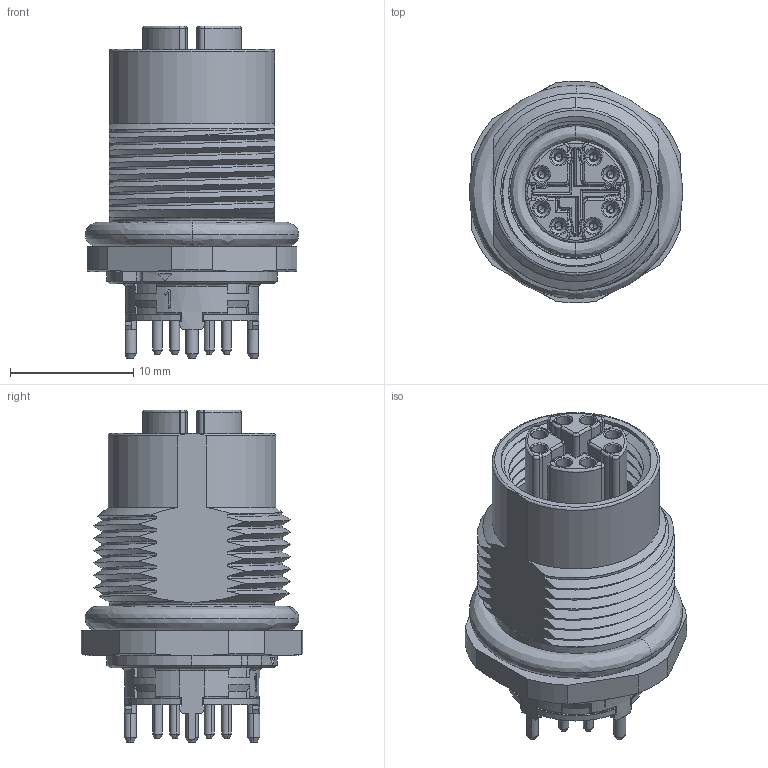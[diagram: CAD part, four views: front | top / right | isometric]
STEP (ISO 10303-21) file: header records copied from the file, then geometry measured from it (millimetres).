
FILE_DESCRIPTION (( 'STEP AP214' ), '1' );
FILE_NAME ('J80020A0121H50.STEP', '2017-11-02T12:42:45', ( '' ), ( '' ), 'SwSTEP 2.0', 'SolidWorks 2017', '' );
FILE_SCHEMA (( 'AUTOMOTIVE_DESIGN' ));
Length unit declared in the file: millimetre
Products named in the file (1): J80020A0121H50
Bounding box: 17.3 x 17.96 x 26.9 mm (x, y, z)
Volume: 3185.8 mm3; surface area: 3440.1 mm2
Topology: 3 solids, 3 shells, 1046 faces, 2680 edges, 1610 vertices
Faces by surface type: cylinder 401, plane 298, bspline 197, cone 128, torus 22
Entity records: 56043 total; most frequent: CARTESIAN_POINT 20975, ORIENTED_EDGE 5228, DIRECTION 4843, EDGE_CURVE 2614, AXIS2_PLACEMENT_3D 1871, VERTEX_POINT 1610, VECTOR 1101, LINE 1101
